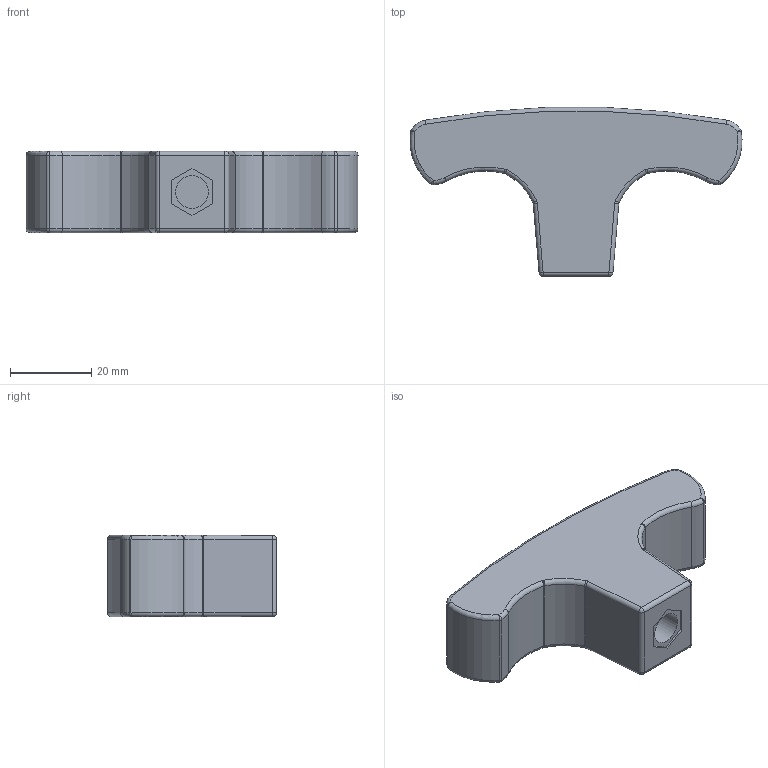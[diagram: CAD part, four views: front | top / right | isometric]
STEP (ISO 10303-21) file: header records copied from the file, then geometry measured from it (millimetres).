
FILE_DESCRIPTION( ( 'Unknown' ), '1' );
FILE_NAME( '7381080.stp', 'Unknown', ( 'Unknown' ), ( 'Unknown' ), 'PSStep 15.0.49', 'Unknown', ' ' );
FILE_SCHEMA( ( 'AUTOMOTIVE_DESIGN { 1 0 10303 214 1 1 1 1 }' ) );
Length unit declared in the file: millimetre
Products named in the file (1): 1
Bounding box: 81.52 x 41.49 x 20 mm (x, y, z)
Volume: 34257.1 mm3; surface area: 8418 mm2
Topology: 1 solids, 1 shells, 83 faces, 177 edges, 98 vertices
Faces by surface type: torus 30, cylinder 28, plane 13, sphere 12
Full cylindrical faces by diameter (mm): 8 x1
Entity records: 3268 total; most frequent: DIRECTION 462, CARTESIAN_POINT 387, ORIENTED_EDGE 352, AXIS2_PLACEMENT_3D 204, EDGE_CURVE 176, PRESENTATION_STYLE_ASSIGNMENT 167, COLOUR_RGB 167, CIRCLE 120
